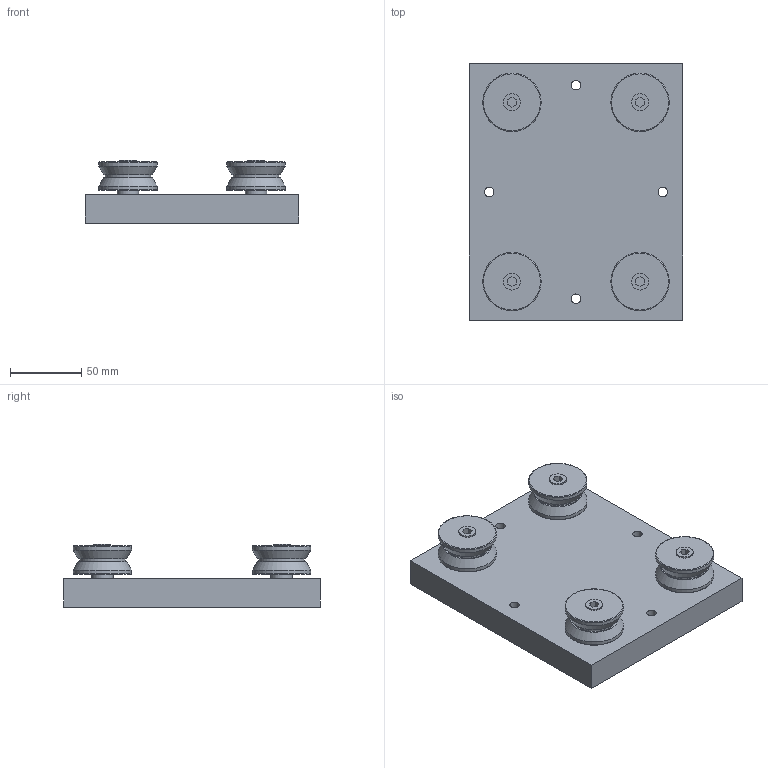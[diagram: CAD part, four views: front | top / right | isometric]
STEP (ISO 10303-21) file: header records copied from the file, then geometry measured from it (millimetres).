
FILE_DESCRIPTION(/* description */ ('CARRO GD20'),/* implementation_level */ '2;1');
FILE_NAME(/* name */ 'GCARO0000029.stp',/* time_stamp */ '2022-07-28T08:41:59+02:00',/* author */ ('tecnico3.vi'),/* organization */ (''),/* preprocessor_version */ 'ST-DEVELOPER v18.1',/* originating_system */ 'Autodesk Inventor 2022',/* authorisation */ '');
FILE_SCHEMA (('AUTOMOTIVE_DESIGN { 1 0 10303 214 3 1 1 }'));
Length unit declared in the file: millimetre
Products named in the file (6): GCARO0000029; DM70PST0120-A; 23.541.00C; 23.541.00E; DM80MTZ0003-A; 25.520.00
Assembly tree (13 placements, depth 2):
  GCARO0000029
    DM70PST0120-A
    23.541.00C  x2
    23.541.00E  x2
    DM80MTZ0003-A  x4
    25.520.00  x4
Bounding box: 150 x 180 x 44.28 mm (x, y, z)
Volume: 611051.7 mm3; surface area: 107696.7 mm2
Topology: 13 solids, 13 shells, 222 faces, 480 edges, 312 vertices
Faces by surface type: plane 130, cone 44, cylinder 40, torus 8
Full cylindrical faces by diameter (mm): 6.647 x4, 10.106 x4, 12 x12, 15 x4, 30 x4, 32.061 x4, 41 x8
Entity records: 3273 total; most frequent: DIRECTION 537, CARTESIAN_POINT 514, ORIENTED_EDGE 444, EDGE_CURVE 222, AXIS2_PLACEMENT_3D 204, VERTEX_POINT 145, EDGE_LOOP 141, LINE 129
